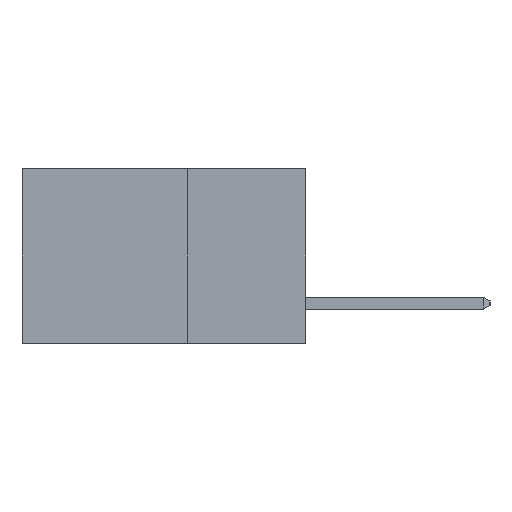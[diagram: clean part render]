
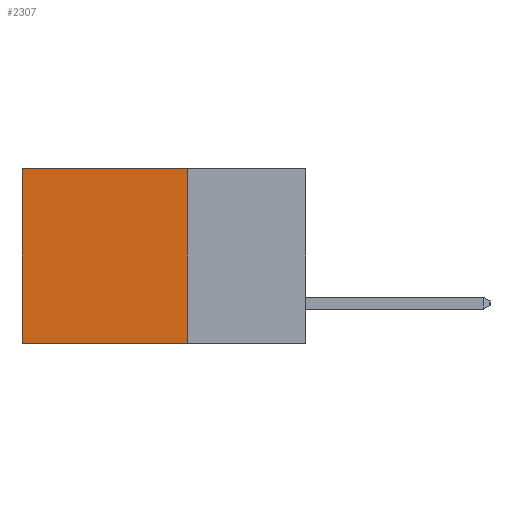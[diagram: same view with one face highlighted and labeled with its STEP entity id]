
A CAD part, left-side view. The second image highlights one B-rep face of the part: STEP entity #2307.
In plain terms, the highlighted planar face has unit normal (-1, 0, 0).
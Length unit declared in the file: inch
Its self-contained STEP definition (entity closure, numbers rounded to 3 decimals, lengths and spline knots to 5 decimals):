
#201 = VERTEX_POINT ( 'NONE', #13750 ) ;
#251 = EDGE_LOOP ( 'NONE', ( #2793, #16000, #1968, #1030 ) ) ;
#1017 = CARTESIAN_POINT ( 'NONE',  ( 0.298, 0.25, 0. ) ) ;
#1030 = ORIENTED_EDGE ( 'NONE', *, *, #15318, .T. ) ;
#1968 = ORIENTED_EDGE ( 'NONE', *, *, #12796, .F. ) ;
#2307 = ADVANCED_FACE ( 'NONE', ( #10711 ), #17338, .F. ) ;
#2455 = DIRECTION ( 'NONE',  ( 0., 1., 0. ) ) ;
#2793 = ORIENTED_EDGE ( 'NONE', *, *, #3625, .T. ) ;
#3028 = DIRECTION ( 'NONE',  ( 0., 0., -1. ) ) ;
#3625 = EDGE_CURVE ( 'NONE', #6708, #14610, #15309, .T. ) ;
#3789 = CARTESIAN_POINT ( 'NONE',  ( 0.298, 0.6, 0. ) ) ;
#5151 = CARTESIAN_POINT ( 'NONE',  ( 0.298, 0.6, -0.37 ) ) ;
#5528 = DIRECTION ( 'NONE',  ( 1., 0., 0. ) ) ;
#6188 = VECTOR ( 'NONE', #2455, 39.37008 ) ;
#6708 = VERTEX_POINT ( 'NONE', #9706 ) ;
#7149 = VECTOR ( 'NONE', #8853, 39.37008 ) ;
#8139 = VECTOR ( 'NONE', #3028, 39.37008 ) ;
#8333 = VECTOR ( 'NONE', #9607, 39.37008 ) ;
#8465 = AXIS2_PLACEMENT_3D ( 'NONE', #13614, #5528, #10106 ) ;
#8853 = DIRECTION ( 'NONE',  ( 0., 0., -1. ) ) ;
#9169 = VERTEX_POINT ( 'NONE', #11533 ) ;
#9607 = DIRECTION ( 'NONE',  ( 0., 1., 0. ) ) ;
#9706 = CARTESIAN_POINT ( 'NONE',  ( 0.298, 0.6, 0. ) ) ;
#10106 = DIRECTION ( 'NONE',  ( 0., 0., -1. ) ) ;
#10711 = FACE_OUTER_BOUND ( 'NONE', #251, .T. ) ;
#10763 = LINE ( 'NONE', #12789, #7149 ) ;
#11533 = CARTESIAN_POINT ( 'NONE',  ( 0.298, 0.25, -0.37 ) ) ;
#12347 = LINE ( 'NONE', #14932, #8333 ) ;
#12789 = CARTESIAN_POINT ( 'NONE',  ( 0.298, 0.25, 0. ) ) ;
#12796 = EDGE_CURVE ( 'NONE', #201, #9169, #10763, .T. ) ;
#13362 = LINE ( 'NONE', #1017, #6188 ) ;
#13614 = CARTESIAN_POINT ( 'NONE',  ( 0.298, 0.25, 0. ) ) ;
#13750 = CARTESIAN_POINT ( 'NONE',  ( 0.298, 0.25, 0. ) ) ;
#14610 = VERTEX_POINT ( 'NONE', #5151 ) ;
#14932 = CARTESIAN_POINT ( 'NONE',  ( 0.298, 0.25, -0.37 ) ) ;
#15309 = LINE ( 'NONE', #3789, #8139 ) ;
#15318 = EDGE_CURVE ( 'NONE', #201, #6708, #13362, .T. ) ;
#16000 = ORIENTED_EDGE ( 'NONE', *, *, #17153, .F. ) ;
#17153 = EDGE_CURVE ( 'NONE', #9169, #14610, #12347, .T. ) ;
#17338 = PLANE ( 'NONE',  #8465 ) ;
